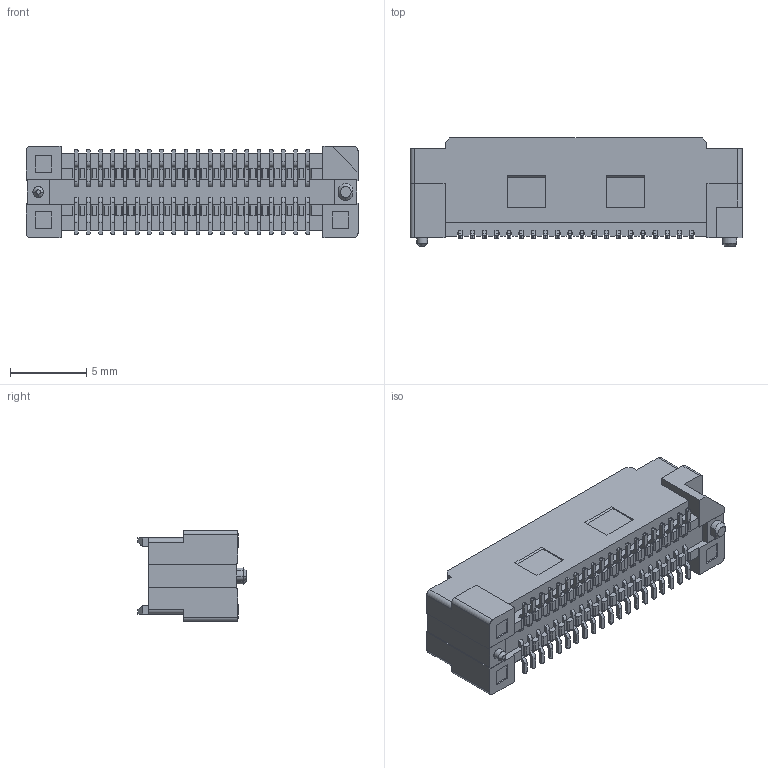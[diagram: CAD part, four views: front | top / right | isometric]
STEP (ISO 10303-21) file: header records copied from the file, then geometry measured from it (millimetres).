
FILE_DESCRIPTION( ('This file contains a STEP AP42 implementation' ,'as created by ZW3D STEP Interface translator.') ,'2;1' );
FILE_NAME( '3616-PXXX-066XXR01.stp' ,'23 322.1525 4', (''), ('ZWCAD Software Co.'), 'Version 1.0', 'ZW3D to STEP translator', '' );
FILE_SCHEMA(('AUTOMOTIVE_DESIGN { 1 0 10303 214 1 1 1 1 }'));
Length unit declared in the file: millimetre
Products named in the file (2): 0; 3616-PXXX-066XXR01
Bounding box: 21.8 x 7.1 x 6 mm (x, y, z)
Volume: 454.9 mm3; surface area: 894.3 mm2
Topology: 1 solids, 1 shells, 1632 faces, 4837 edges, 3218 vertices
Faces by surface type: plane 1252, cylinder 374, cone 6
Entity records: 55980 total; most frequent: CARTESIAN_POINT 9756, ORIENTED_EDGE 9674, DIRECTION 8833, EDGE_CURVE 4837, VECTOR 4067, LINE 4067, VERTEX_POINT 3218, AXIS2_PLACEMENT_3D 2383
